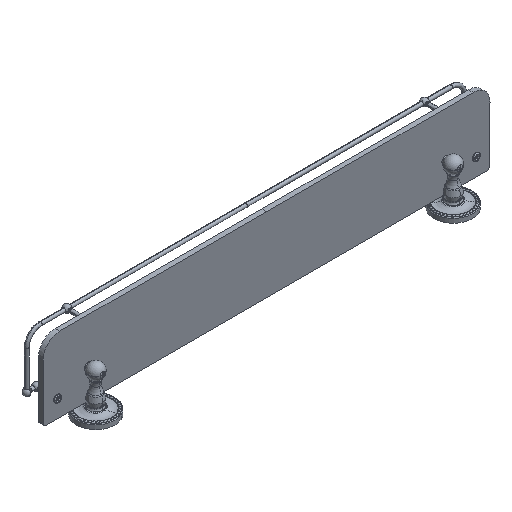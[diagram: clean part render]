
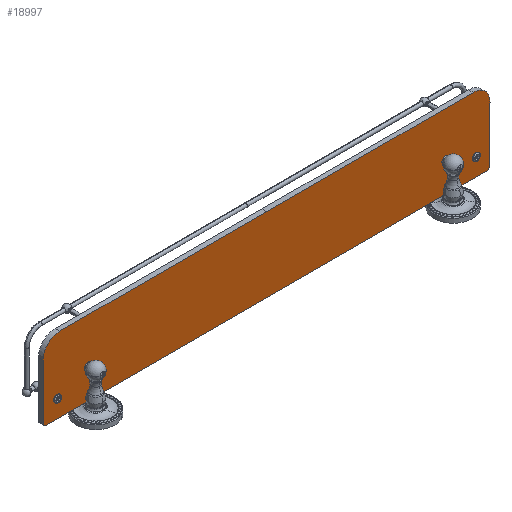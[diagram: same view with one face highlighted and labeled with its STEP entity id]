
A CAD part, isometric view. The second image highlights one B-rep face of the part: STEP entity #18997.
In plain terms, the highlighted face is planar.
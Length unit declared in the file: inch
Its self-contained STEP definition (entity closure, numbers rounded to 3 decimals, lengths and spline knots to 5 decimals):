
#9676=CARTESIAN_POINT('',(25.87525,-4.32045,
0.5299));
#9677=DIRECTION('',(0.,0.,-1.));
#9678=DIRECTION('',(1.,0.,0.));
#9679=AXIS2_PLACEMENT_3D('',#9676,#9677,#9678);
#9681=CARTESIAN_POINT('',(26.80276,-0.64233,
0.52991));
#9682=DIRECTION('',(0.,0.,-1.));
#9683=DIRECTION('',(0.,1.,0.));
#9684=AXIS2_PLACEMENT_3D('',#9681,#9682,#9683);
#9686=CARTESIAN_POINT('',(-2.80276,-0.64233,
0.52991));
#9687=DIRECTION('',(0.,0.,-1.));
#9688=DIRECTION('',(-1.,0.,0.));
#9689=AXIS2_PLACEMENT_3D('',#9686,#9687,#9688);
#9691=CARTESIAN_POINT('',(-1.87525,-4.32045,
0.5299));
#9692=DIRECTION('',(0.,0.,-1.));
#9693=DIRECTION('',(0.,-1.,0.));
#9694=AXIS2_PLACEMENT_3D('',#9691,#9692,#9693);
#9696=CARTESIAN_POINT('',(26.05489,-1.62643,
0.52991));
#9697=DIRECTION('',(0.,0.,1.));
#9698=DIRECTION('',(-1.,0.,0.));
#9699=AXIS2_PLACEMENT_3D('',#9696,#9697,#9698);
#9701=CARTESIAN_POINT('',(26.05489,-1.62643,
0.52991));
#9702=DIRECTION('',(0.,0.,1.));
#9703=DIRECTION('',(1.,0.,0.));
#9704=AXIS2_PLACEMENT_3D('',#9701,#9702,#9703);
#9706=CARTESIAN_POINT('',(24.,-2.4527,
0.5299));
#9707=DIRECTION('',(0.,0.,1.));
#9708=DIRECTION('',(1.,0.,0.));
#9709=AXIS2_PLACEMENT_3D('',#9706,#9707,#9708);
#9711=CARTESIAN_POINT('',(24.,-2.4527,
0.5299));
#9712=DIRECTION('',(0.,0.,1.));
#9713=DIRECTION('',(-1.,0.,0.));
#9714=AXIS2_PLACEMENT_3D('',#9711,#9712,#9713);
#9716=CARTESIAN_POINT('',(0.,-2.4527,
0.5299));
#9717=DIRECTION('',(0.,0.,1.));
#9718=DIRECTION('',(1.,0.,0.));
#9719=AXIS2_PLACEMENT_3D('',#9716,#9717,#9718);
#9721=CARTESIAN_POINT('',(0.,-2.4527,
0.5299));
#9722=DIRECTION('',(0.,0.,1.));
#9723=DIRECTION('',(-1.,0.,0.));
#9724=AXIS2_PLACEMENT_3D('',#9721,#9722,#9723);
#9726=CARTESIAN_POINT('',(-2.05489,-1.62643,
0.52991));
#9727=DIRECTION('',(0.,0.,1.));
#9728=DIRECTION('',(-1.,0.,0.));
#9729=AXIS2_PLACEMENT_3D('',#9726,#9727,#9728);
#9731=CARTESIAN_POINT('',(-2.05489,-1.62643,
0.52991));
#9732=DIRECTION('',(0.,0.,1.));
#9733=DIRECTION('',(1.,0.,0.));
#9734=AXIS2_PLACEMENT_3D('',#9731,#9732,#9733);
#9736=DIRECTION('',(1.,0.,0.));
#9737=VECTOR('',#9736,13.8754);
#9738=CARTESIAN_POINT('',(-1.8754,-5.44545,
0.5299));
#9739=LINE('',#9738,#9737);
#9744=DIRECTION('',(1.,0.,0.));
#9745=VECTOR('',#9744,13.8754);
#9746=CARTESIAN_POINT('',(12.,-5.4473,0.52987));
#9747=LINE('',#9746,#9745);
#9856=DIRECTION('',(1.,0.,0.));
#9857=VECTOR('',#9856,14.80273);
#9858=CARTESIAN_POINT('',(-2.80273,-0.44533,
0.52991));
#9859=LINE('',#9858,#9857);
#9860=DIRECTION('',(1.,0.,0.));
#9861=VECTOR('',#9860,14.80273);
#9862=CARTESIAN_POINT('',(12.,-0.4473,0.52987));
#9863=LINE('',#9862,#9861);
#9872=DIRECTION('',(0.,-1.,0.));
#9873=VECTOR('',#9872,3.678);
#9874=CARTESIAN_POINT('',(26.99976,-0.6423,
0.52988));
#9875=LINE('',#9874,#9873);
#9892=DIRECTION('',(0.,-1.,0.));
#9893=VECTOR('',#9892,3.678);
#9894=CARTESIAN_POINT('',(-2.99976,-0.6423,
0.52991));
#9895=LINE('',#9894,#9893);
#16663=CARTESIAN_POINT('',(0.236,-2.4527,
0.5299));
#16664=CARTESIAN_POINT('',(-0.236,-2.4527,
0.5299));
#16665=VERTEX_POINT('',#16663);
#16666=VERTEX_POINT('',#16664);
#16667=CARTESIAN_POINT('',(-1.8754,-5.44545,
0.5299));
#16668=CARTESIAN_POINT('',(12.,-5.4473,0.52987));
#16669=VERTEX_POINT('',#16667);
#16670=VERTEX_POINT('',#16668);
#16671=CARTESIAN_POINT('',(25.8754,-5.44545,
0.52988));
#16672=VERTEX_POINT('',#16671);
#16673=CARTESIAN_POINT('',(27.00025,-4.3203,
0.52991));
#16674=VERTEX_POINT('',#16673);
#16675=CARTESIAN_POINT('',(26.99976,-0.6423,
0.52988));
#16676=VERTEX_POINT('',#16675);
#16677=CARTESIAN_POINT('',(26.80273,-0.44533,
0.52991));
#16678=VERTEX_POINT('',#16677);
#16679=CARTESIAN_POINT('',(12.,-0.4473,0.52987));
#16680=VERTEX_POINT('',#16679);
#16681=CARTESIAN_POINT('',(-2.80273,-0.44533,
0.52991));
#16682=VERTEX_POINT('',#16681);
#16683=CARTESIAN_POINT('',(-2.99976,-0.6423,
0.52991));
#16684=VERTEX_POINT('',#16683);
#16685=CARTESIAN_POINT('',(-3.00025,-4.3203,
0.52991));
#16686=VERTEX_POINT('',#16685);
#16687=CARTESIAN_POINT('',(25.81889,-1.62643,
0.5299));
#16688=CARTESIAN_POINT('',(26.29089,-1.62643,
0.52991));
#16689=VERTEX_POINT('',#16687);
#16690=VERTEX_POINT('',#16688);
#16691=CARTESIAN_POINT('',(24.236,-2.4527,
0.5299));
#16692=CARTESIAN_POINT('',(23.764,-2.4527,
0.5299));
#16693=VERTEX_POINT('',#16691);
#16694=VERTEX_POINT('',#16692);
#16695=CARTESIAN_POINT('',(-2.29089,-1.62643,
0.52991));
#16696=CARTESIAN_POINT('',(-1.81889,-1.62643,
0.5299));
#16697=VERTEX_POINT('',#16695);
#16698=VERTEX_POINT('',#16696);
#18947=CARTESIAN_POINT('',(12.00018,-2.94533,
0.52987));
#18948=DIRECTION('',(0.,0.,1.));
#18949=DIRECTION('',(0.,1.,0.));
#18950=AXIS2_PLACEMENT_3D('',#18947,#18948,#18949);
#18951=PLANE('',#18950);
#18953=ORIENTED_EDGE('',*,*,#18952,.T.);
#18955=ORIENTED_EDGE('',*,*,#18954,.T.);
#18957=ORIENTED_EDGE('',*,*,#18956,.F.);
#18959=ORIENTED_EDGE('',*,*,#18958,.F.);
#18961=ORIENTED_EDGE('',*,*,#18960,.F.);
#18963=ORIENTED_EDGE('',*,*,#18962,.F.);
#18965=ORIENTED_EDGE('',*,*,#18964,.F.);
#18967=ORIENTED_EDGE('',*,*,#18966,.F.);
#18969=ORIENTED_EDGE('',*,*,#18968,.T.);
#18971=ORIENTED_EDGE('',*,*,#18970,.F.);
#18972=EDGE_LOOP('',(#18953,#18955,#18957,#18959,#18961,#18963,#18965,#18967,
#18969,#18971));
#18973=FACE_OUTER_BOUND('',#18972,.F.);
#18975=ORIENTED_EDGE('',*,*,#18974,.F.);
#18977=ORIENTED_EDGE('',*,*,#18976,.F.);
#18978=EDGE_LOOP('',(#18975,#18977));
#18979=FACE_BOUND('',#18978,.F.);
#18981=ORIENTED_EDGE('',*,*,#18980,.F.);
#18983=ORIENTED_EDGE('',*,*,#18982,.F.);
#18984=EDGE_LOOP('',(#18981,#18983));
#18985=FACE_BOUND('',#18984,.F.);
#18986=ORIENTED_EDGE('',*,*,#18937,.F.);
#18988=ORIENTED_EDGE('',*,*,#18987,.F.);
#18989=EDGE_LOOP('',(#18986,#18988));
#18990=FACE_BOUND('',#18989,.F.);
#18992=ORIENTED_EDGE('',*,*,#18991,.F.);
#18994=ORIENTED_EDGE('',*,*,#18993,.F.);
#18995=EDGE_LOOP('',(#18992,#18994));
#18996=FACE_BOUND('',#18995,.F.);
#18997=ADVANCED_FACE('',(#18973,#18979,#18985,#18990,#18996),#18951,.F.);
#9680=CIRCLE('',#9679,1.125);
#9685=CIRCLE('',#9684,0.197);
#9690=CIRCLE('',#9689,0.197);
#9695=CIRCLE('',#9694,1.125);
#9700=CIRCLE('',#9699,0.236);
#9705=CIRCLE('',#9704,0.236);
#9710=CIRCLE('',#9709,0.236);
#9715=CIRCLE('',#9714,0.236);
#9720=CIRCLE('',#9719,0.236);
#9725=CIRCLE('',#9724,0.236);
#9730=CIRCLE('',#9729,0.236);
#9735=CIRCLE('',#9734,0.236);
#18937=EDGE_CURVE('',#16665,#16666,#9720,.T.);
#18952=EDGE_CURVE('',#16669,#16670,#9739,.T.);
#18954=EDGE_CURVE('',#16670,#16672,#9747,.T.);
#18956=EDGE_CURVE('',#16674,#16672,#9680,.T.);
#18958=EDGE_CURVE('',#16676,#16674,#9875,.T.);
#18960=EDGE_CURVE('',#16678,#16676,#9685,.T.);
#18962=EDGE_CURVE('',#16680,#16678,#9863,.T.);
#18964=EDGE_CURVE('',#16682,#16680,#9859,.T.);
#18966=EDGE_CURVE('',#16684,#16682,#9690,.T.);
#18968=EDGE_CURVE('',#16684,#16686,#9895,.T.);
#18970=EDGE_CURVE('',#16669,#16686,#9695,.T.);
#18974=EDGE_CURVE('',#16689,#16690,#9700,.T.);
#18976=EDGE_CURVE('',#16690,#16689,#9705,.T.);
#18980=EDGE_CURVE('',#16693,#16694,#9710,.T.);
#18982=EDGE_CURVE('',#16694,#16693,#9715,.T.);
#18987=EDGE_CURVE('',#16666,#16665,#9725,.T.);
#18991=EDGE_CURVE('',#16697,#16698,#9730,.T.);
#18993=EDGE_CURVE('',#16698,#16697,#9735,.T.);
